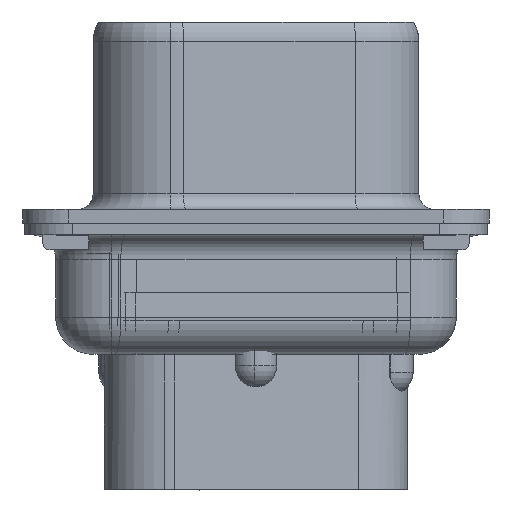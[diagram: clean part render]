
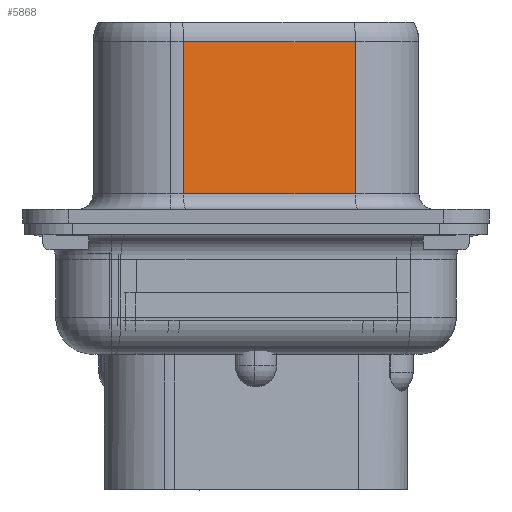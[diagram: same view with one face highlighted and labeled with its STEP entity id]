
A CAD part, left-side view. The second image highlights one B-rep face of the part: STEP entity #5868.
In plain terms, the highlighted planar face has unit normal (-0.985, -0.174, 0).
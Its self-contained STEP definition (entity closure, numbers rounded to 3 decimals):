
#5868=ADVANCED_FACE('NONE',(#13852),#13853,.F.);
#13852=FACE_OUTER_BOUND('',#35585,.T.);
#13853=PLANE('',#35586);
#35585=EDGE_LOOP('',(#69332,#69333,#69334,#69335));
#35586=AXIS2_PLACEMENT_3D('',#69336,#69337,#69338);
#69332=ORIENTED_EDGE('',*,*,#90119,.T.);
#69333=ORIENTED_EDGE('',*,*,#89922,.F.);
#69334=ORIENTED_EDGE('',*,*,#91886,.T.);
#69335=ORIENTED_EDGE('',*,*,#91887,.T.);
#69336=CARTESIAN_POINT('',(121.748,110.37,7.711));
#69337=DIRECTION('',(0.985,0.174,0.0));
#69338=DIRECTION('',(0.0,0.0,-1.0));
#89922=EDGE_CURVE('NONE',#100607,#98622,#104407,.T.);
#90119=EDGE_CURVE('NONE',#104709,#98622,#104710,.T.);
#91886=EDGE_CURVE('NONE',#100607,#97144,#107394,.T.);
#91887=EDGE_CURVE('NONE',#97144,#104709,#107395,.T.);
#97144=VERTEX_POINT('NONE',#114261);
#98622=VERTEX_POINT('NONE',#117831);
#100607=VERTEX_POINT('NONE',#122885);
#104407=LINE('',#133033,#133034);
#104709=VERTEX_POINT('NONE',#134055);
#104710=LINE('',#134056,#134057);
#107394=LINE('',#143611,#143612);
#107395=LINE('',#143613,#143614);
#114261=CARTESIAN_POINT('',(122.274,107.389,2.047));
#117831=CARTESIAN_POINT('',(123.272,101.729,7.059));
#122885=CARTESIAN_POINT('',(122.274,107.389,7.059));
#133033=CARTESIAN_POINT('',(122.274,107.389,7.059));
#133034=VECTOR('',#167167,1000.0);
#134055=CARTESIAN_POINT('',(123.272,101.729,2.047));
#134056=CARTESIAN_POINT('',(123.272,101.729,7.711));
#134057=VECTOR('',#167329,1000.0);
#143611=CARTESIAN_POINT('',(122.274,107.389,7.711));
#143612=VECTOR('',#168910,1000.0);
#143613=CARTESIAN_POINT('',(121.748,110.37,2.047));
#143614=VECTOR('',#168911,1000.0);
#167167=DIRECTION('',(0.174,-0.985,0.0));
#167329=DIRECTION('',(0.0,0.0,1.0));
#168910=DIRECTION('',(0.0,0.0,-1.0));
#168911=DIRECTION('',(0.174,-0.985,0.0));
